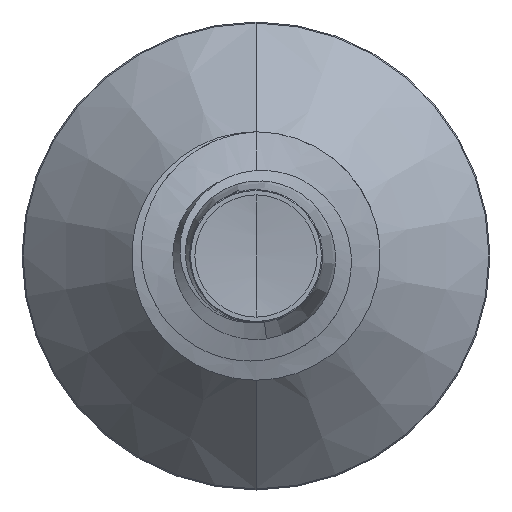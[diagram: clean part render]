
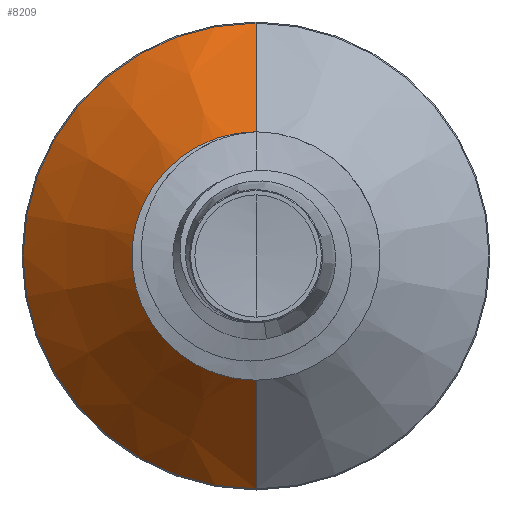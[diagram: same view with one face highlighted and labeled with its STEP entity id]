
A CAD part, front view. The second image highlights one B-rep face of the part: STEP entity #8209.
In plain terms, the highlighted conical face has half-angle 45 degrees and reference radius 2.744 mm.
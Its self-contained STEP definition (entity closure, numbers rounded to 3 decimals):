
#620 = DIRECTION ( 'NONE',  ( 0., 0., 1. ) ) ;
#1241 = VERTEX_POINT ( 'NONE', #11237 ) ;
#1255 = VECTOR ( 'NONE', #3589, 1000. ) ;
#1440 = VERTEX_POINT ( 'NONE', #10733 ) ;
#1477 = CARTESIAN_POINT ( 'NONE',  ( 0., 4.245, -2.745 ) ) ;
#1606 = ORIENTED_EDGE ( 'NONE', *, *, #5412, .T. ) ;
#1750 = AXIS2_PLACEMENT_3D ( 'NONE', #7396, #7365, #7348 ) ;
#1918 = CARTESIAN_POINT ( 'NONE',  ( 0., 7.124, 0. ) ) ;
#2229 = CARTESIAN_POINT ( 'NONE',  ( 0., 4.245, 0. ) ) ;
#2239 = CARTESIAN_POINT ( 'NONE',  ( 0., 4.245, 2.745 ) ) ;
#2242 = DIRECTION ( 'NONE',  ( 0., 0.707, 0.707 ) ) ;
#3047 = CIRCLE ( 'NONE', #1750, 2.745 ) ;
#3240 = VERTEX_POINT ( 'NONE', #7052 ) ;
#3507 = CARTESIAN_POINT ( 'NONE',  ( 0., 4.245, -2.745 ) ) ;
#3589 = DIRECTION ( 'NONE',  ( 0., 0.707, -0.707 ) ) ;
#3683 = CONICAL_SURFACE ( 'NONE', #9344, 2.745, 0.785 ) ;
#3979 = AXIS2_PLACEMENT_3D ( 'NONE', #1918, #11509, #620 ) ;
#4199 = EDGE_CURVE ( 'NONE', #1440, #3240, #4630, .T. ) ;
#4408 = ORIENTED_EDGE ( 'NONE', *, *, #6825, .T. ) ;
#4630 = CIRCLE ( 'NONE', #3979, 5.624 ) ;
#5412 = EDGE_CURVE ( 'NONE', #7015, #1241, #3047, .T. ) ;
#6137 = DIRECTION ( 'NONE',  ( 0., 1., 0. ) ) ;
#6491 = FACE_OUTER_BOUND ( 'NONE', #8553, .T. ) ;
#6790 = ORIENTED_EDGE ( 'NONE', *, *, #4199, .F. ) ;
#6825 = EDGE_CURVE ( 'NONE', #1241, #3240, #10330, .T. ) ;
#6842 = VECTOR ( 'NONE', #2242, 1000. ) ;
#7015 = VERTEX_POINT ( 'NONE', #1477 ) ;
#7052 = CARTESIAN_POINT ( 'NONE',  ( 0., 7.124, 5.624 ) ) ;
#7348 = DIRECTION ( 'NONE',  ( 0., 0., 1. ) ) ;
#7365 = DIRECTION ( 'NONE',  ( 0., 1., 0. ) ) ;
#7396 = CARTESIAN_POINT ( 'NONE',  ( 0., 4.245, 0. ) ) ;
#8209 = ADVANCED_FACE ( 'NONE', ( #6491 ), #3683, .T. ) ;
#8271 = ORIENTED_EDGE ( 'NONE', *, *, #11311, .F. ) ;
#8275 = LINE ( 'NONE', #3507, #1255 ) ;
#8553 = EDGE_LOOP ( 'NONE', ( #8271, #1606, #4408, #6790 ) ) ;
#9162 = DIRECTION ( 'NONE',  ( 0., 0., 1. ) ) ;
#9344 = AXIS2_PLACEMENT_3D ( 'NONE', #2229, #6137, #9162 ) ;
#10330 = LINE ( 'NONE', #2239, #6842 ) ;
#10733 = CARTESIAN_POINT ( 'NONE',  ( 0., 7.124, -5.624 ) ) ;
#11237 = CARTESIAN_POINT ( 'NONE',  ( 0., 4.245, 2.745 ) ) ;
#11311 = EDGE_CURVE ( 'NONE', #7015, #1440, #8275, .T. ) ;
#11509 = DIRECTION ( 'NONE',  ( 0., 1., 0. ) ) ;
